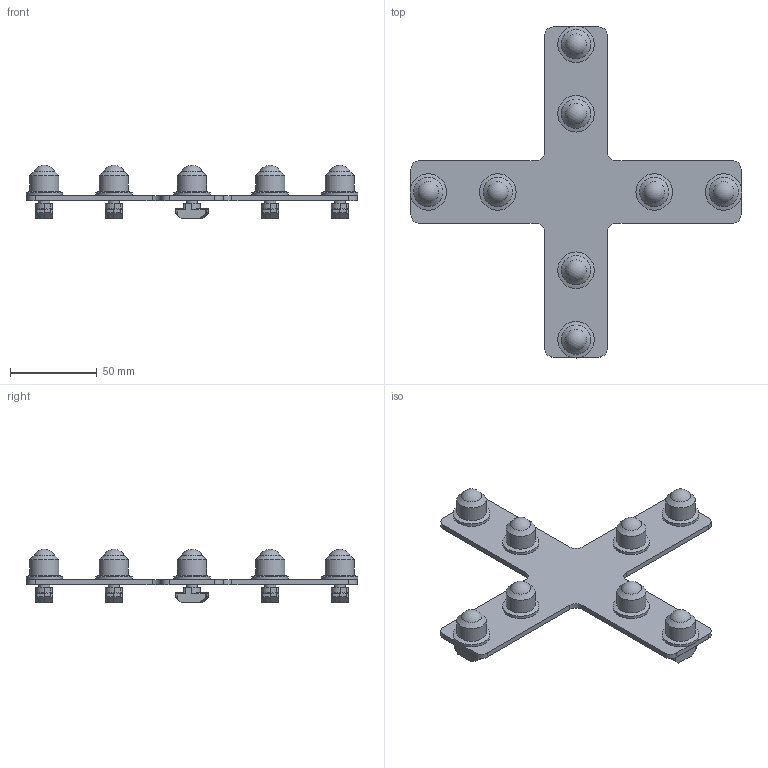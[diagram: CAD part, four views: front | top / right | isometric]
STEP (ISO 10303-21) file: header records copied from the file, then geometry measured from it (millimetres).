
FILE_DESCRIPTION(/* description */ (''),/* implementation_level */ '2;1');
FILE_NAME(/* name */ '126250',/* time_stamp */ '2014-10-06T15:44:36+02:00',/* author */ (''),/* organization */ (''),/* preprocessor_version */ 'ST-DEVELOPER v14',/* originating_system */ 'HiCAD 2013 1802.4 Build 509',/* authorisation */ '');
FILE_SCHEMA (('AUTOMOTIVE_DESIGN { 1 0 10303 214 1 1 1 1 }'));
Length unit declared in the file: millimetre
Products named in the file (26): Root; 126250 KruisplaatBOIKON; 122000Flensmoer M8BOIKON; 122005Afdekkap voor moer M8BOIKON; 120205Hamerkopbout M8x20BOIKON
Assembly tree (25 placements, depth 4):
  Root
    126250 KruisplaatBOIKON
      122000Flensmoer M8BOIKON
        122005Afdekkap voor moer M8BOIKON
      122000Flensmoer M8BOIKON
        122005Afdekkap voor moer M8BOIKON
      122000Flensmoer M8BOIKON
        122005Afdekkap voor moer M8BOIKON
      122000Flensmoer M8BOIKON
        122005Afdekkap voor moer M8BOIKON
      122000Flensmoer M8BOIKON
        122005Afdekkap voor moer M8BOIKON
      122000Flensmoer M8BOIKON
        122005Afdekkap voor moer M8BOIKON
      122000Flensmoer M8BOIKON
        122005Afdekkap voor moer M8BOIKON
      122000Flensmoer M8BOIKON
        122005Afdekkap voor moer M8BOIKON
      120205Hamerkopbout M8x20BOIKON
      120205Hamerkopbout M8x20BOIKON
      120205Hamerkopbout M8x20BOIKON
      120205Hamerkopbout M8x20BOIKON
      120205Hamerkopbout M8x20BOIKON
      120205Hamerkopbout M8x20BOIKON
      120205Hamerkopbout M8x20BOIKON
      120205Hamerkopbout M8x20BOIKON
Bounding box: 191 x 191 x 30.75 mm (x, y, z)
Volume: 74599.2 mm3; surface area: 54034.5 mm2
Topology: 25 solids, 25 shells, 738 faces, 1928 edges, 1297 vertices
Faces by surface type: plane 502, cylinder 132, cone 88, sphere 16
Full cylindrical faces by diameter (mm): 6.466 x8, 8 x8, 9 x8, 16.8 x8, 21 x8
Entity records: 41585 total; most frequent: CARTESIAN_POINT 4365, DIRECTION 4168, PRESENTATION_STYLE_ASSIGNMENT 3673, COLOUR_RGB 3652, DRAUGHTING_PRE_DEFINED_CURVE_FONT 3648, CURVE_STYLE 3648, OVER_RIDING_STYLED_ITEM 3648, ORIENTED_EDGE 3648
